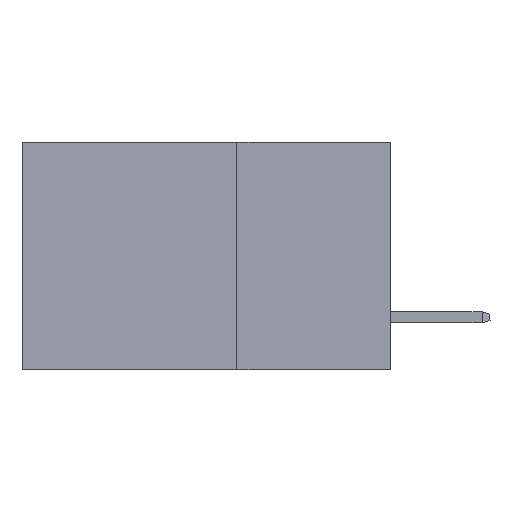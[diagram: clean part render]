
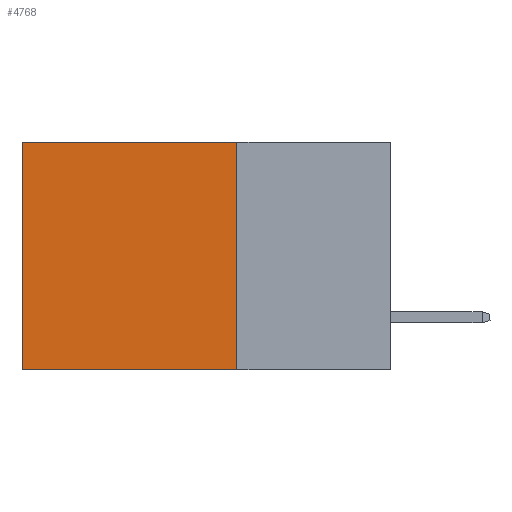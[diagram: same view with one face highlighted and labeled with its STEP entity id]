
A CAD part, left-side view. The second image highlights one B-rep face of the part: STEP entity #4768.
In plain terms, the highlighted planar face has unit normal (-1, 0, 0).
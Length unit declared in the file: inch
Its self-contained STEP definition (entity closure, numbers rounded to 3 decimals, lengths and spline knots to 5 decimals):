
#40 = DIRECTION ( 'NONE',  ( 0., 1., 0. ) ) ;
#278 = EDGE_CURVE ( 'NONE', #6226, #6104, #11795, .T. ) ;
#307 = DIRECTION ( 'NONE',  ( 1., 0., 0. ) ) ;
#885 = VECTOR ( 'NONE', #10539, 39.37008 ) ;
#1233 = ORIENTED_EDGE ( 'NONE', *, *, #6377, .T. ) ;
#1289 = ORIENTED_EDGE ( 'NONE', *, *, #11193, .F. ) ;
#1517 = CARTESIAN_POINT ( 'NONE',  ( 0.2875, 0.6, -0.37 ) ) ;
#3071 = ORIENTED_EDGE ( 'NONE', *, *, #278, .F. ) ;
#3360 = LINE ( 'NONE', #5394, #5544 ) ;
#3424 = LINE ( 'NONE', #10506, #885 ) ;
#3651 = DIRECTION ( 'NONE',  ( 0., 0., -1. ) ) ;
#4121 = PLANE ( 'NONE',  #8934 ) ;
#4156 = CARTESIAN_POINT ( 'NONE',  ( 0.2875, 0.25, -0.37 ) ) ;
#4192 = VERTEX_POINT ( 'NONE', #5172 ) ;
#4271 = CARTESIAN_POINT ( 'NONE',  ( 0.2875, 0.25, 0. ) ) ;
#4301 = EDGE_LOOP ( 'NONE', ( #9518, #1289, #3071, #1233 ) ) ;
#4412 = VECTOR ( 'NONE', #3651, 39.37008 ) ;
#4768 = ADVANCED_FACE ( 'NONE', ( #11844 ), #4121, .F. ) ;
#5172 = CARTESIAN_POINT ( 'NONE',  ( 0.2875, 0.6, 0. ) ) ;
#5394 = CARTESIAN_POINT ( 'NONE',  ( 0.2875, 0.25, 0. ) ) ;
#5515 = CARTESIAN_POINT ( 'NONE',  ( 0.2875, 0.25, 0. ) ) ;
#5544 = VECTOR ( 'NONE', #9841, 39.37008 ) ;
#5567 = VERTEX_POINT ( 'NONE', #1517 ) ;
#6011 = CARTESIAN_POINT ( 'NONE',  ( 0.2875, 0.25, 0. ) ) ;
#6104 = VERTEX_POINT ( 'NONE', #4156 ) ;
#6226 = VERTEX_POINT ( 'NONE', #4271 ) ;
#6377 = EDGE_CURVE ( 'NONE', #6226, #4192, #3360, .T. ) ;
#6720 = CARTESIAN_POINT ( 'NONE',  ( 0.2875, 0.25, -0.37 ) ) ;
#6953 = DIRECTION ( 'NONE',  ( 0., 0., -1. ) ) ;
#8934 = AXIS2_PLACEMENT_3D ( 'NONE', #6011, #307, #6953 ) ;
#8937 = VECTOR ( 'NONE', #40, 39.37008 ) ;
#9518 = ORIENTED_EDGE ( 'NONE', *, *, #9696, .T. ) ;
#9696 = EDGE_CURVE ( 'NONE', #4192, #5567, #3424, .T. ) ;
#9841 = DIRECTION ( 'NONE',  ( 0., 1., 0. ) ) ;
#10506 = CARTESIAN_POINT ( 'NONE',  ( 0.2875, 0.6, 0. ) ) ;
#10539 = DIRECTION ( 'NONE',  ( 0., 0., -1. ) ) ;
#10696 = LINE ( 'NONE', #6720, #8937 ) ;
#11193 = EDGE_CURVE ( 'NONE', #6104, #5567, #10696, .T. ) ;
#11795 = LINE ( 'NONE', #5515, #4412 ) ;
#11844 = FACE_OUTER_BOUND ( 'NONE', #4301, .T. ) ;
